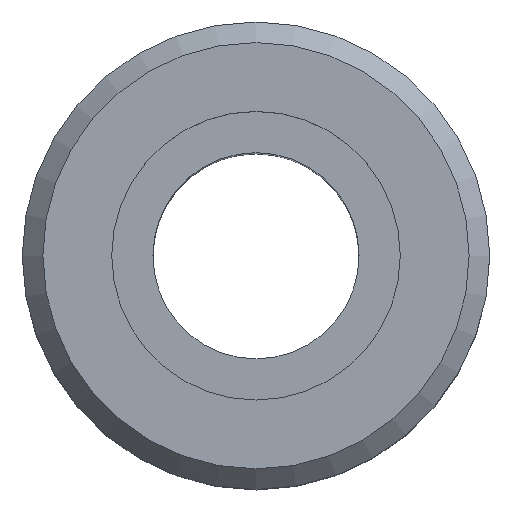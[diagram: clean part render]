
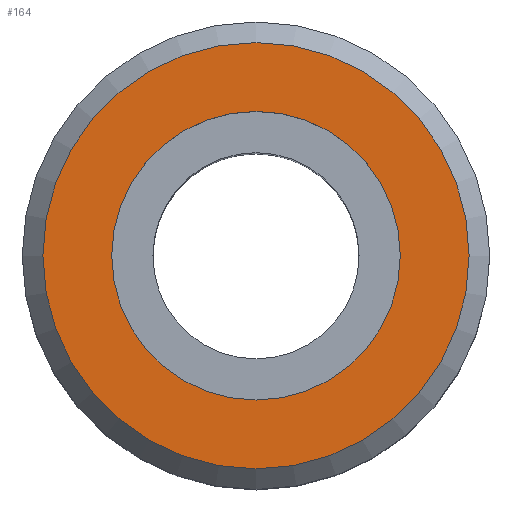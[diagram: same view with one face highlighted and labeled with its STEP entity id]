
A CAD part, top view. The second image highlights one B-rep face of the part: STEP entity #164.
In plain terms, the highlighted planar face has unit normal (0, 0, 1).
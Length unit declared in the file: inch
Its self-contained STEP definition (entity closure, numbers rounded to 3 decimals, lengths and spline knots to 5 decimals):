
#18=PLANE('',#209);
#36=FACE_BOUND('',#74,.T.);
#50=FACE_OUTER_BOUND('',#73,.T.);
#73=EDGE_LOOP('',(#143));
#74=EDGE_LOOP('',(#144));
#92=CIRCLE('',#206,0.32308);
#94=CIRCLE('',#210,0.21875);
#106=VERTEX_POINT('',#302);
#108=VERTEX_POINT('',#308);
#120=EDGE_CURVE('',#106,#106,#92,.T.);
#122=EDGE_CURVE('',#108,#108,#94,.T.);
#143=ORIENTED_EDGE('',*,*,#120,.F.);
#144=ORIENTED_EDGE('',*,*,#122,.T.);
#164=ADVANCED_FACE('',(#50,#36),#18,.T.);
#206=AXIS2_PLACEMENT_3D('',#303,#253,#254);
#209=AXIS2_PLACEMENT_3D('',#307,#259,#260);
#210=AXIS2_PLACEMENT_3D('',#309,#261,#262);
#253=DIRECTION('center_axis',(0.,0.,-1.));
#254=DIRECTION('ref_axis',(-1.,0.,0.));
#259=DIRECTION('center_axis',(0.,0.,1.));
#260=DIRECTION('ref_axis',(1.,0.,0.));
#261=DIRECTION('center_axis',(0.,0.,-1.));
#262=DIRECTION('ref_axis',(-1.,0.,0.));
#302=CARTESIAN_POINT('',(0.32308,0.,0.));
#303=CARTESIAN_POINT('Origin',(0.,0.,0.));
#307=CARTESIAN_POINT('Origin',(0.,0.,0.));
#308=CARTESIAN_POINT('',(0.21875,0.,0.));
#309=CARTESIAN_POINT('Origin',(0.,0.,0.));
